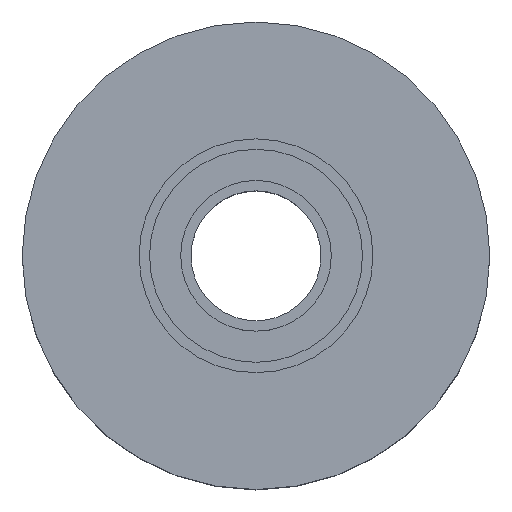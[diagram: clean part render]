
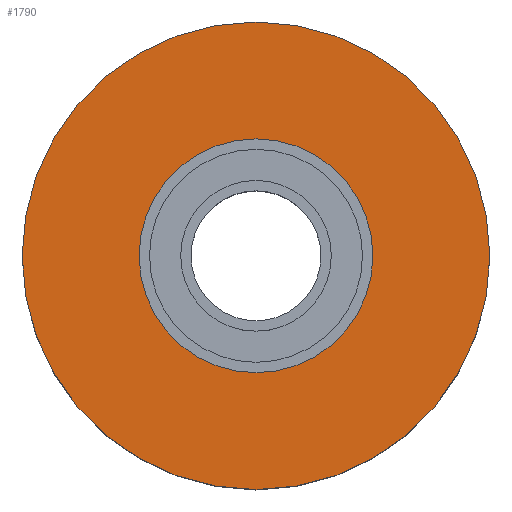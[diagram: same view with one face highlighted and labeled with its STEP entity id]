
A CAD part, top view. The second image highlights one B-rep face of the part: STEP entity #1790.
In plain terms, the highlighted planar face has unit normal (0, 0, 1).
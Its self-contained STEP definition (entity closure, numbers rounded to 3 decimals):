
#305=FACE_BOUND('',#430,.T.);
#319=FACE_OUTER_BOUND('',#429,.T.);
#429=EDGE_LOOP('',(#1211));
#430=EDGE_LOOP('',(#1212));
#552=CIRCLE('',#1918,9.);
#553=CIRCLE('',#1919,4.5);
#740=VERTEX_POINT('',#2909);
#741=VERTEX_POINT('',#2911);
#928=EDGE_CURVE('',#740,#740,#552,.F.);
#929=EDGE_CURVE('',#741,#741,#553,.F.);
#1211=ORIENTED_EDGE('',*,*,#928,.F.);
#1212=ORIENTED_EDGE('',*,*,#929,.T.);
#1776=PLANE('',#1917);
#1790=ADVANCED_FACE('',(#319,#305),#1776,.T.);
#1917=AXIS2_PLACEMENT_3D('',#2908,#2219,#2220);
#1918=AXIS2_PLACEMENT_3D('',#2910,#2221,#2222);
#1919=AXIS2_PLACEMENT_3D('',#2912,#2223,#2224);
#2219=DIRECTION('center_axis',(0.,0.,1.));
#2220=DIRECTION('ref_axis',(1.,0.,0.));
#2221=DIRECTION('center_axis',(0.,0.,1.));
#2222=DIRECTION('ref_axis',(-1.,0.,0.));
#2223=DIRECTION('center_axis',(0.,0.,1.));
#2224=DIRECTION('ref_axis',(1.,0.,0.));
#2908=CARTESIAN_POINT('Origin',(0.,0.,8.6));
#2909=CARTESIAN_POINT('',(9.,0.,8.6));
#2910=CARTESIAN_POINT('Origin',(0.,0.,8.6));
#2911=CARTESIAN_POINT('',(-4.5,0.,8.6));
#2912=CARTESIAN_POINT('Origin',(0.,0.,8.6));
